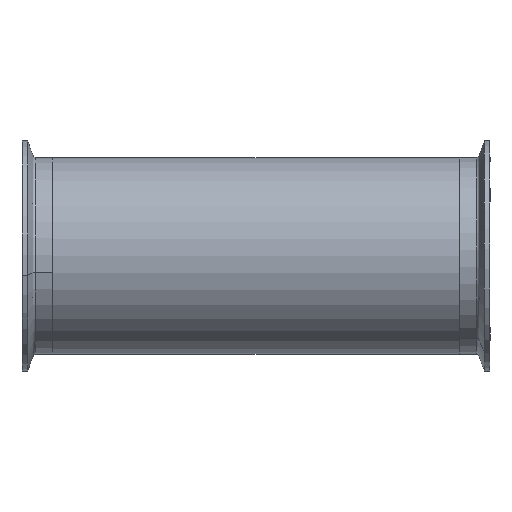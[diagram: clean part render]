
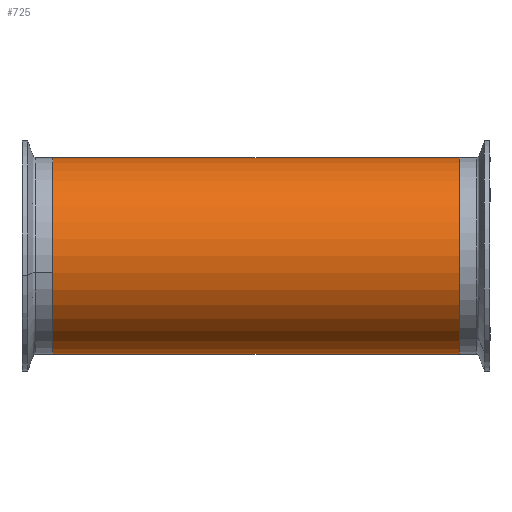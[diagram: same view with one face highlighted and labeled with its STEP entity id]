
A CAD part, front view. The second image highlights one B-rep face of the part: STEP entity #725.
In plain terms, the highlighted cylindrical face has radius 50.8 mm (diameter 101.6 mm), a partial arc.
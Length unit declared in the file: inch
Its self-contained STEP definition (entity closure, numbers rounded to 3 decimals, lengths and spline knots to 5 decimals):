
#11 = VERTEX_POINT ( 'NONE', #2244 ) ;
#44 = CARTESIAN_POINT ( 'NONE',  ( 4.12598, 0., 2. ) ) ;
#56 = CIRCLE ( 'NONE', #1574, 2. ) ;
#118 = ORIENTED_EDGE ( 'NONE', *, *, #3186, .F. ) ;
#334 = AXIS2_PLACEMENT_3D ( 'NONE', #1351, #1138, #1645 ) ;
#430 = CARTESIAN_POINT ( 'NONE',  ( -4.12598, 0., 0. ) ) ;
#488 = EDGE_LOOP ( 'NONE', ( #2058, #118, #888, #696 ) ) ;
#520 = DIRECTION ( 'NONE',  ( 0., 0., -1. ) ) ;
#534 = VECTOR ( 'NONE', #2076, 39.37008 ) ;
#550 = EDGE_CURVE ( 'NONE', #1372, #2978, #615, .T. ) ;
#615 = LINE ( 'NONE', #1858, #534 ) ;
#696 = ORIENTED_EDGE ( 'NONE', *, *, #2877, .T. ) ;
#725 = ADVANCED_FACE ( 'NONE', ( #3203 ), #2263, .T. ) ;
#786 = LINE ( 'NONE', #1247, #3020 ) ;
#810 = CARTESIAN_POINT ( 'NONE',  ( 4.12598, 0., 0. ) ) ;
#888 = ORIENTED_EDGE ( 'NONE', *, *, #550, .T. ) ;
#1044 = EDGE_CURVE ( 'NONE', #11, #1196, #786, .T. ) ;
#1138 = DIRECTION ( 'NONE',  ( -1., 0., 0. ) ) ;
#1196 = VERTEX_POINT ( 'NONE', #2370 ) ;
#1247 = CARTESIAN_POINT ( 'NONE',  ( 4.12598, 0., -2. ) ) ;
#1351 = CARTESIAN_POINT ( 'NONE',  ( 4.12598, 0., 0. ) ) ;
#1372 = VERTEX_POINT ( 'NONE', #44 ) ;
#1574 = AXIS2_PLACEMENT_3D ( 'NONE', #430, #2954, #1948 ) ;
#1645 = DIRECTION ( 'NONE',  ( 0., 0., 1. ) ) ;
#1858 = CARTESIAN_POINT ( 'NONE',  ( 4.12598, 0., 2. ) ) ;
#1948 = DIRECTION ( 'NONE',  ( 0., 0., -1. ) ) ;
#2058 = ORIENTED_EDGE ( 'NONE', *, *, #1044, .F. ) ;
#2076 = DIRECTION ( 'NONE',  ( -1., 0., 0. ) ) ;
#2244 = CARTESIAN_POINT ( 'NONE',  ( 4.12598, 0., -2. ) ) ;
#2263 = CYLINDRICAL_SURFACE ( 'NONE', #334, 2. ) ;
#2267 = DIRECTION ( 'NONE',  ( -1., 0., 0. ) ) ;
#2370 = CARTESIAN_POINT ( 'NONE',  ( -4.12598, 0., -2. ) ) ;
#2383 = DIRECTION ( 'NONE',  ( 1., 0., 0. ) ) ;
#2438 = AXIS2_PLACEMENT_3D ( 'NONE', #810, #2383, #520 ) ;
#2588 = CARTESIAN_POINT ( 'NONE',  ( -4.12598, 0., 2. ) ) ;
#2701 = CIRCLE ( 'NONE', #2438, 2. ) ;
#2877 = EDGE_CURVE ( 'NONE', #2978, #1196, #56, .T. ) ;
#2954 = DIRECTION ( 'NONE',  ( 1., 0., 0. ) ) ;
#2978 = VERTEX_POINT ( 'NONE', #2588 ) ;
#3020 = VECTOR ( 'NONE', #2267, 39.37008 ) ;
#3186 = EDGE_CURVE ( 'NONE', #1372, #11, #2701, .T. ) ;
#3203 = FACE_OUTER_BOUND ( 'NONE', #488, .T. ) ;
